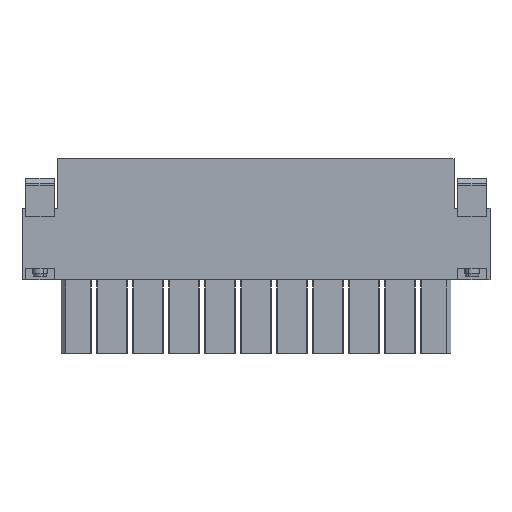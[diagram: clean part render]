
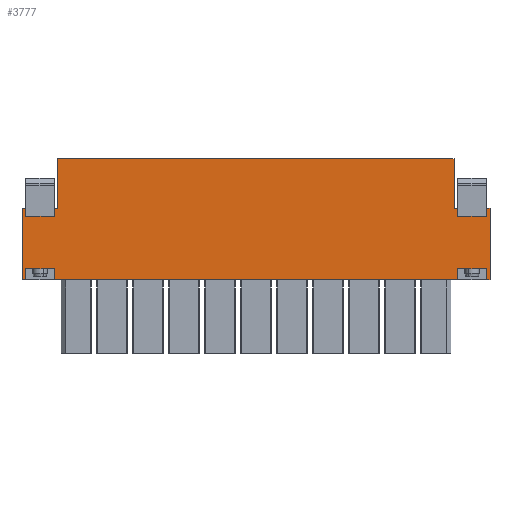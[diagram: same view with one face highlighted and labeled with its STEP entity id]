
A CAD part, front view. The second image highlights one B-rep face of the part: STEP entity #3777.
In plain terms, the highlighted planar face has unit normal (0, -1, 0).
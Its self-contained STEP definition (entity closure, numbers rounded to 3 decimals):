
#3615=AXIS2_PLACEMENT_3D('Plane Axis2P3D',#3612,#3613,#3614) ;
#80=CARTESIAN_POINT('Vertex',(92.225,0.,15.5)) ;
#83=CARTESIAN_POINT('Line Origine',(49.53,0.,15.5)) ;
#87=CARTESIAN_POINT('Vertex',(6.835,0.,15.5)) ;
#2176=CARTESIAN_POINT('Line Origine',(6.835,0.,16.7)) ;
#2180=CARTESIAN_POINT('Vertex',(6.835,0.,17.9)) ;
#2201=CARTESIAN_POINT('Vertex',(6.835,0.,29.)) ;
#2204=CARTESIAN_POINT('Line Origine',(6.835,0.,29.85)) ;
#2208=CARTESIAN_POINT('Vertex',(6.835,0.,30.7)) ;
#3356=CARTESIAN_POINT('Vertex',(7.62,0.,41.15)) ;
#3359=CARTESIAN_POINT('Line Origine',(49.53,0.,41.15)) ;
#3363=CARTESIAN_POINT('Vertex',(91.44,0.,41.15)) ;
#3612=CARTESIAN_POINT('Axis2P3D Location',(7.62,0.,15.5)) ;
#3617=CARTESIAN_POINT('Line Origine',(7.62,0.,35.925)) ;
#3621=CARTESIAN_POINT('Vertex',(7.62,0.,30.7)) ;
#3624=CARTESIAN_POINT('Line Origine',(7.228,0.,30.7)) ;
#3629=CARTESIAN_POINT('Line Origine',(3.81,0.,29.)) ;
#3633=CARTESIAN_POINT('Vertex',(0.785,0.,29.)) ;
#3636=CARTESIAN_POINT('Line Origine',(0.785,0.,29.85)) ;
#3640=CARTESIAN_POINT('Vertex',(0.785,0.,30.7)) ;
#3643=CARTESIAN_POINT('Line Origine',(0.393,0.,30.7)) ;
#3647=CARTESIAN_POINT('Vertex',(0.,0.,30.7)) ;
#3650=CARTESIAN_POINT('Line Origine',(0.,0.,23.1)) ;
#3654=CARTESIAN_POINT('Vertex',(0.,0.,15.5)) ;
#3657=CARTESIAN_POINT('Line Origine',(0.393,0.,15.5)) ;
#3661=CARTESIAN_POINT('Vertex',(0.785,0.,15.5)) ;
#3664=CARTESIAN_POINT('Line Origine',(0.785,0.,16.7)) ;
#3668=CARTESIAN_POINT('Vertex',(0.785,0.,17.9)) ;
#3671=CARTESIAN_POINT('Line Origine',(3.81,0.,17.9)) ;
#3676=CARTESIAN_POINT('Line Origine',(92.225,0.,16.7)) ;
#3680=CARTESIAN_POINT('Vertex',(92.225,0.,17.9)) ;
#3683=CARTESIAN_POINT('Line Origine',(95.25,0.,17.9)) ;
#3687=CARTESIAN_POINT('Vertex',(98.275,0.,17.9)) ;
#3690=CARTESIAN_POINT('Line Origine',(98.275,0.,16.7)) ;
#3694=CARTESIAN_POINT('Vertex',(98.275,0.,15.5)) ;
#3697=CARTESIAN_POINT('Line Origine',(98.668,0.,15.5)) ;
#3701=CARTESIAN_POINT('Vertex',(99.06,0.,15.5)) ;
#3704=CARTESIAN_POINT('Line Origine',(99.06,0.,23.1)) ;
#3708=CARTESIAN_POINT('Vertex',(99.06,0.,30.7)) ;
#3711=CARTESIAN_POINT('Line Origine',(98.668,0.,30.7)) ;
#3715=CARTESIAN_POINT('Vertex',(98.275,0.,30.7)) ;
#3718=CARTESIAN_POINT('Line Origine',(98.275,0.,29.85)) ;
#3722=CARTESIAN_POINT('Vertex',(98.275,0.,29.)) ;
#3725=CARTESIAN_POINT('Line Origine',(95.25,0.,29.)) ;
#3729=CARTESIAN_POINT('Vertex',(92.225,0.,29.)) ;
#3732=CARTESIAN_POINT('Line Origine',(92.225,0.,29.85)) ;
#3736=CARTESIAN_POINT('Vertex',(92.225,0.,30.7)) ;
#3739=CARTESIAN_POINT('Line Origine',(91.833,0.,30.7)) ;
#3743=CARTESIAN_POINT('Vertex',(91.44,0.,30.7)) ;
#3746=CARTESIAN_POINT('Line Origine',(91.44,0.,35.925)) ;
#84=DIRECTION('Vector Direction',(1.,0.,0.)) ;
#2177=DIRECTION('Vector Direction',(0.,0.,1.)) ;
#2205=DIRECTION('Vector Direction',(0.,0.,1.)) ;
#3360=DIRECTION('Vector Direction',(1.,0.,0.)) ;
#3613=DIRECTION('Axis2P3D Direction',(0.,1.,0.)) ;
#3614=DIRECTION('Axis2P3D XDirection',(0.,0.,1.)) ;
#3618=DIRECTION('Vector Direction',(0.,0.,-1.)) ;
#3625=DIRECTION('Vector Direction',(-1.,0.,0.)) ;
#3630=DIRECTION('Vector Direction',(1.,0.,0.)) ;
#3637=DIRECTION('Vector Direction',(0.,0.,-1.)) ;
#3644=DIRECTION('Vector Direction',(1.,0.,0.)) ;
#3651=DIRECTION('Vector Direction',(0.,0.,-1.)) ;
#3658=DIRECTION('Vector Direction',(1.,0.,0.)) ;
#3665=DIRECTION('Vector Direction',(0.,0.,-1.)) ;
#3672=DIRECTION('Vector Direction',(1.,0.,0.)) ;
#3677=DIRECTION('Vector Direction',(0.,0.,1.)) ;
#3684=DIRECTION('Vector Direction',(1.,0.,0.)) ;
#3691=DIRECTION('Vector Direction',(0.,0.,-1.)) ;
#3698=DIRECTION('Vector Direction',(1.,0.,0.)) ;
#3705=DIRECTION('Vector Direction',(0.,0.,-1.)) ;
#3712=DIRECTION('Vector Direction',(1.,0.,0.)) ;
#3719=DIRECTION('Vector Direction',(0.,0.,-1.)) ;
#3726=DIRECTION('Vector Direction',(1.,0.,0.)) ;
#3733=DIRECTION('Vector Direction',(0.,0.,1.)) ;
#3740=DIRECTION('Vector Direction',(1.,0.,0.)) ;
#3747=DIRECTION('Vector Direction',(0.,0.,-1.)) ;
#85=VECTOR('Line Direction',#84,1.) ;
#2178=VECTOR('Line Direction',#2177,1.) ;
#2206=VECTOR('Line Direction',#2205,1.) ;
#3361=VECTOR('Line Direction',#3360,1.) ;
#3619=VECTOR('Line Direction',#3618,1.) ;
#3626=VECTOR('Line Direction',#3625,1.) ;
#3631=VECTOR('Line Direction',#3630,1.) ;
#3638=VECTOR('Line Direction',#3637,1.) ;
#3645=VECTOR('Line Direction',#3644,1.) ;
#3652=VECTOR('Line Direction',#3651,1.) ;
#3659=VECTOR('Line Direction',#3658,1.) ;
#3666=VECTOR('Line Direction',#3665,1.) ;
#3673=VECTOR('Line Direction',#3672,1.) ;
#3678=VECTOR('Line Direction',#3677,1.) ;
#3685=VECTOR('Line Direction',#3684,1.) ;
#3692=VECTOR('Line Direction',#3691,1.) ;
#3699=VECTOR('Line Direction',#3698,1.) ;
#3706=VECTOR('Line Direction',#3705,1.) ;
#3713=VECTOR('Line Direction',#3712,1.) ;
#3720=VECTOR('Line Direction',#3719,1.) ;
#3727=VECTOR('Line Direction',#3726,1.) ;
#3734=VECTOR('Line Direction',#3733,1.) ;
#3741=VECTOR('Line Direction',#3740,1.) ;
#3748=VECTOR('Line Direction',#3747,1.) ;
#3752=ORIENTED_EDGE('',*,*,#3623,.F.) ;
#3753=ORIENTED_EDGE('',*,*,#3628,.T.) ;
#3754=ORIENTED_EDGE('',*,*,#2210,.F.) ;
#3755=ORIENTED_EDGE('',*,*,#3635,.T.) ;
#3756=ORIENTED_EDGE('',*,*,#3642,.T.) ;
#3757=ORIENTED_EDGE('',*,*,#3649,.F.) ;
#3758=ORIENTED_EDGE('',*,*,#3656,.F.) ;
#3759=ORIENTED_EDGE('',*,*,#3663,.T.) ;
#3760=ORIENTED_EDGE('',*,*,#3670,.T.) ;
#3761=ORIENTED_EDGE('',*,*,#3675,.T.) ;
#3762=ORIENTED_EDGE('',*,*,#2182,.F.) ;
#3763=ORIENTED_EDGE('',*,*,#89,.T.) ;
#3764=ORIENTED_EDGE('',*,*,#3682,.T.) ;
#3765=ORIENTED_EDGE('',*,*,#3689,.F.) ;
#3766=ORIENTED_EDGE('',*,*,#3696,.F.) ;
#3767=ORIENTED_EDGE('',*,*,#3703,.F.) ;
#3768=ORIENTED_EDGE('',*,*,#3710,.T.) ;
#3769=ORIENTED_EDGE('',*,*,#3717,.T.) ;
#3770=ORIENTED_EDGE('',*,*,#3724,.F.) ;
#3771=ORIENTED_EDGE('',*,*,#3731,.F.) ;
#3772=ORIENTED_EDGE('',*,*,#3738,.T.) ;
#3773=ORIENTED_EDGE('',*,*,#3745,.F.) ;
#3774=ORIENTED_EDGE('',*,*,#3750,.T.) ;
#3775=ORIENTED_EDGE('',*,*,#3365,.F.) ;
#3777=ADVANCED_FACE('HOUSING',(#3776),#3616,.F.) ;
#89=EDGE_CURVE('',#88,#81,#86,.T.) ;
#2182=EDGE_CURVE('',#88,#2181,#2179,.T.) ;
#2210=EDGE_CURVE('',#2202,#2209,#2207,.T.) ;
#3365=EDGE_CURVE('',#3357,#3364,#3362,.T.) ;
#3623=EDGE_CURVE('',#3622,#3357,#3620,.F.) ;
#3628=EDGE_CURVE('',#3622,#2209,#3627,.T.) ;
#3635=EDGE_CURVE('',#2202,#3634,#3632,.F.) ;
#3642=EDGE_CURVE('',#3634,#3641,#3639,.F.) ;
#3649=EDGE_CURVE('',#3648,#3641,#3646,.T.) ;
#3656=EDGE_CURVE('',#3655,#3648,#3653,.F.) ;
#3663=EDGE_CURVE('',#3655,#3662,#3660,.T.) ;
#3670=EDGE_CURVE('',#3662,#3669,#3667,.F.) ;
#3675=EDGE_CURVE('',#3669,#2181,#3674,.T.) ;
#3682=EDGE_CURVE('',#81,#3681,#3679,.T.) ;
#3689=EDGE_CURVE('',#3688,#3681,#3686,.F.) ;
#3696=EDGE_CURVE('',#3695,#3688,#3693,.F.) ;
#3703=EDGE_CURVE('',#3702,#3695,#3700,.F.) ;
#3710=EDGE_CURVE('',#3702,#3709,#3707,.F.) ;
#3717=EDGE_CURVE('',#3709,#3716,#3714,.F.) ;
#3724=EDGE_CURVE('',#3723,#3716,#3721,.F.) ;
#3731=EDGE_CURVE('',#3730,#3723,#3728,.T.) ;
#3738=EDGE_CURVE('',#3730,#3737,#3735,.T.) ;
#3745=EDGE_CURVE('',#3744,#3737,#3742,.T.) ;
#3750=EDGE_CURVE('',#3744,#3364,#3749,.F.) ;
#3751=EDGE_LOOP('',(#3752,#3753,#3754,#3755,#3756,#3757,#3758,#3759,#3760,#3761,#3762,#3763,#3764,#3765,#3766,#3767,#3768,#3769,#3770,#3771,#3772,#3773,#3774,#3775)) ;
#3776=FACE_OUTER_BOUND('',#3751,.T.) ;
#86=LINE('Line',#83,#85) ;
#2179=LINE('Line',#2176,#2178) ;
#2207=LINE('Line',#2204,#2206) ;
#3362=LINE('Line',#3359,#3361) ;
#3620=LINE('Line',#3617,#3619) ;
#3627=LINE('Line',#3624,#3626) ;
#3632=LINE('Line',#3629,#3631) ;
#3639=LINE('Line',#3636,#3638) ;
#3646=LINE('Line',#3643,#3645) ;
#3653=LINE('Line',#3650,#3652) ;
#3660=LINE('Line',#3657,#3659) ;
#3667=LINE('Line',#3664,#3666) ;
#3674=LINE('Line',#3671,#3673) ;
#3679=LINE('Line',#3676,#3678) ;
#3686=LINE('Line',#3683,#3685) ;
#3693=LINE('Line',#3690,#3692) ;
#3700=LINE('Line',#3697,#3699) ;
#3707=LINE('Line',#3704,#3706) ;
#3714=LINE('Line',#3711,#3713) ;
#3721=LINE('Line',#3718,#3720) ;
#3728=LINE('Line',#3725,#3727) ;
#3735=LINE('Line',#3732,#3734) ;
#3742=LINE('Line',#3739,#3741) ;
#3749=LINE('Line',#3746,#3748) ;
#3616=PLANE('',#3615) ;
#81=VERTEX_POINT('',#80) ;
#88=VERTEX_POINT('',#87) ;
#2181=VERTEX_POINT('',#2180) ;
#2202=VERTEX_POINT('',#2201) ;
#2209=VERTEX_POINT('',#2208) ;
#3357=VERTEX_POINT('',#3356) ;
#3364=VERTEX_POINT('',#3363) ;
#3622=VERTEX_POINT('',#3621) ;
#3634=VERTEX_POINT('',#3633) ;
#3641=VERTEX_POINT('',#3640) ;
#3648=VERTEX_POINT('',#3647) ;
#3655=VERTEX_POINT('',#3654) ;
#3662=VERTEX_POINT('',#3661) ;
#3669=VERTEX_POINT('',#3668) ;
#3681=VERTEX_POINT('',#3680) ;
#3688=VERTEX_POINT('',#3687) ;
#3695=VERTEX_POINT('',#3694) ;
#3702=VERTEX_POINT('',#3701) ;
#3709=VERTEX_POINT('',#3708) ;
#3716=VERTEX_POINT('',#3715) ;
#3723=VERTEX_POINT('',#3722) ;
#3730=VERTEX_POINT('',#3729) ;
#3737=VERTEX_POINT('',#3736) ;
#3744=VERTEX_POINT('',#3743) ;
